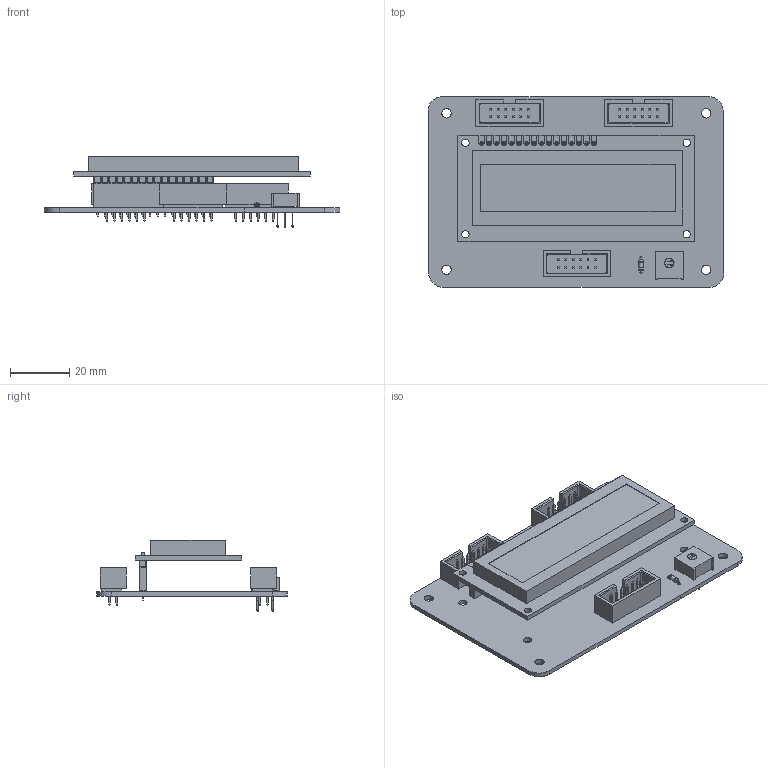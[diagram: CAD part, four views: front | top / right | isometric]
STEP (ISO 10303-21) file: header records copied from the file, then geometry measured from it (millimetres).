
FILE_DESCRIPTION(('KiCad electronic assembly'),'2;1');
FILE_NAME('Keypad LCD Helper.step','2025-09-09T15:49:15',('Pcbnew'),( 'Kicad'),'Open CASCADE STEP processor 7.8','KiCad to STEP converter' ,'Unknown');
FILE_SCHEMA(('AUTOMOTIVE_DESIGN { 1 0 10303 214 1 1 1 1 }'));
Length unit declared in the file: millimetre
Products named in the file (11): Keypad LCD Helper 1; 0702461201; SOLID; COMPOUND; LCD 16x2 HD44780 assembly; lcd 16_2 HD44780; dupont_pin_16; PinSocket_1x16_P2.54mm_Vertical; R_Axial_DIN0204_L3.6mm_D1.6mm_P5.08mm_Horizontal; 3386F-1-103LF; Keypad LCD Helper_PCB
Assembly tree (12 placements, depth 3):
  Keypad LCD Helper 1
    0702461201  x3
      SOLID
      COMPOUND
    LCD 16x2 HD44780 assembly
      lcd 16_2 HD44780
      dupont_pin_16
    PinSocket_1x16_P2.54mm_Vertical
    R_Axial_DIN0204_L3.6mm_D1.6mm_P5.08mm_Horizontal
    3386F-1-103LF
    Keypad LCD Helper_PCB
Bounding box: 100.26 x 64.68 x 24.16 mm (x, y, z)
Volume: 27189.6 mm3; surface area: 28346.1 mm2
Topology: 28 solids, 28 shells, 1870 faces, 4693 edges, 3067 vertices
Faces by surface type: plane 1637, cylinder 174, cone 43, torus 10, revolution 6
Full cylindrical faces by diameter (mm): 0.5 x2, 0.7 x2, 0.76 x3, 0.9 x32, 1 x52, 1.016 x16, 1.44 x1, 1.6 x2, 2.5 x4, 2.8 x4, 3.2 x4
Entity records: 45370 total; most frequent: CARTESIAN_POINT 6875, ORIENTED_EDGE 6286, DIRECTION 6062, EDGE_CURVE 3143, LINE 2612, VECTOR 2612, VERTEX_POINT 2023, AXIS2_PLACEMENT_3D 1722
